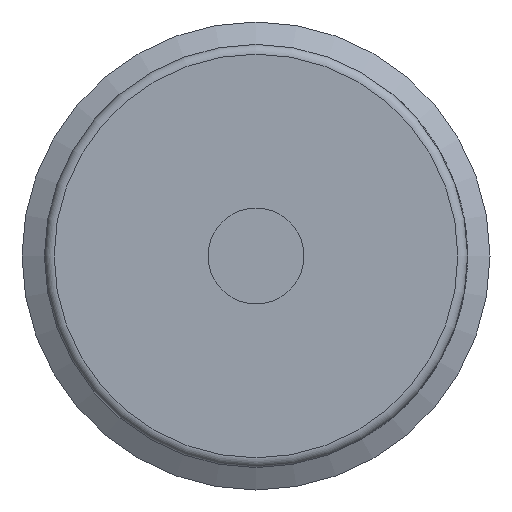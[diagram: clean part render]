
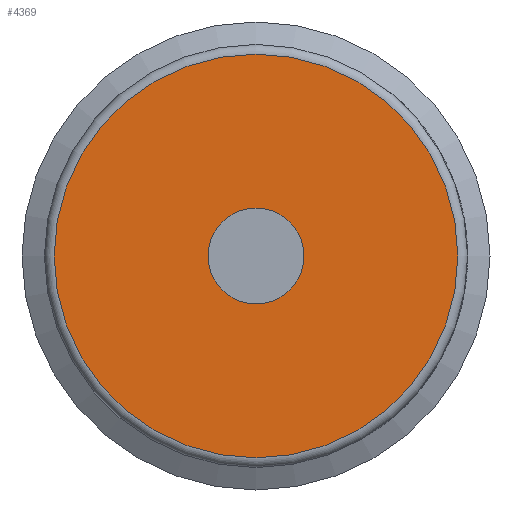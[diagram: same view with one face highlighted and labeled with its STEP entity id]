
A CAD part, front view. The second image highlights one B-rep face of the part: STEP entity #4369.
In plain terms, the highlighted face is planar.
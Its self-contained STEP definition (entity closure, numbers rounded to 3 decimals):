
#130=PLANE('',#4679);
#246=CIRCLE('',#4667,2.459);
#250=CIRCLE('',#4677,10.35);
#278=FACE_BOUND('',#797,.T.);
#542=FACE_OUTER_BOUND('',#796,.T.);
#796=EDGE_LOOP('',(#3809));
#797=EDGE_LOOP('',(#3810));
#1993=VERTEX_POINT('',#9584);
#1997=VERTEX_POINT('',#9602);
#2593=EDGE_CURVE('',#1993,#1993,#246,.T.);
#2601=EDGE_CURVE('',#1997,#1997,#250,.T.);
#3809=ORIENTED_EDGE('',*,*,#2601,.T.);
#3810=ORIENTED_EDGE('',*,*,#2593,.T.);
#4369=ADVANCED_FACE('',(#542,#278),#130,.T.);
#4667=AXIS2_PLACEMENT_3D('',#9585,#5487,#5488);
#4677=AXIS2_PLACEMENT_3D('',#9603,#5511,#5512);
#4679=AXIS2_PLACEMENT_3D('',#9605,#5515,#5516);
#5487=DIRECTION('center_axis',(-1.,0.,0.));
#5488=DIRECTION('ref_axis',(0.,0.,-1.));
#5511=DIRECTION('center_axis',(1.,0.,0.));
#5512=DIRECTION('ref_axis',(0.,0.,-1.));
#5515=DIRECTION('center_axis',(1.,0.,0.));
#5516=DIRECTION('ref_axis',(0.,0.,-1.));
#9584=CARTESIAN_POINT('',(64.,0.05,2.459));
#9585=CARTESIAN_POINT('Origin',(64.,0.05,0.));
#9602=CARTESIAN_POINT('',(64.,0.05,10.35));
#9603=CARTESIAN_POINT('Origin',(64.,0.05,0.));
#9605=CARTESIAN_POINT('Origin',(64.,0.05,0.));
